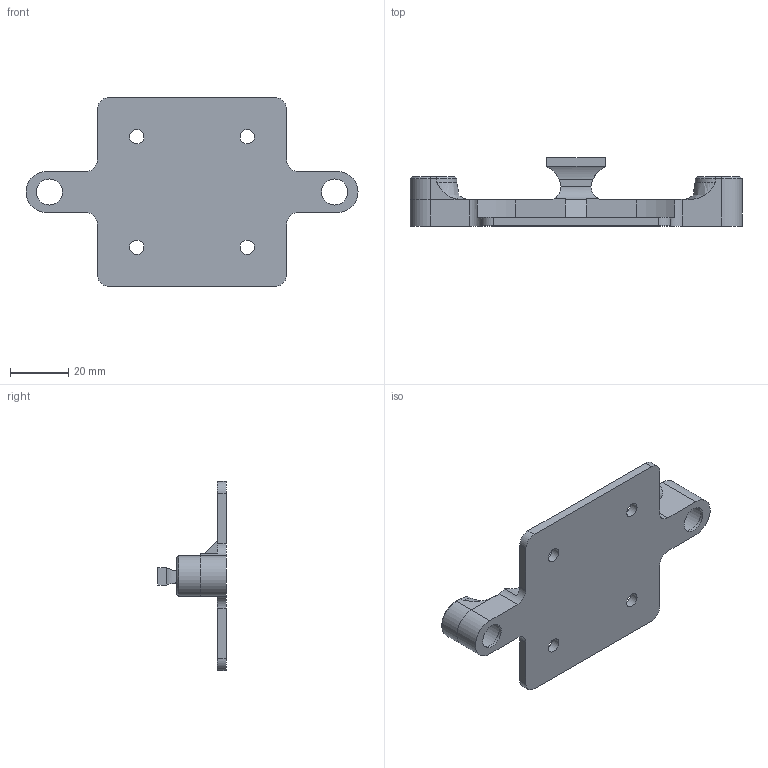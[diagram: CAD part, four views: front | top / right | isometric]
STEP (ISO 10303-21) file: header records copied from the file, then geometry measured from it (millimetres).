
FILE_DESCRIPTION(/* description */ (''),/* implementation_level */ '2;1');
FILE_NAME(/* name */ 'Piston.step',/* time_stamp */ '2024-06-01T14:06:18+10:00',/* author */ (''),/* organization */ (''),/* preprocessor_version */ 'ST-DEVELOPER v20',/* originating_system */ 'Autodesk Translation Framework v12.14.0.127',/* authorisation */ '');
FILE_SCHEMA (('AUTOMOTIVE_DESIGN { 1 0 10303 214 3 1 1 }'));
Length unit declared in the file: millimetre
Products named in the file (1): 4x4 Actuation Plate
Bounding box: 114.1 x 23.5 x 65 mm (x, y, z)
Volume: 23314.4 mm3; surface area: 14590.9 mm2
Topology: 1 solids, 1 shells, 74 faces, 194 edges, 124 vertices
Faces by surface type: plane 37, cylinder 31, cone 4, bspline 2
Full cylindrical faces by diameter (mm): 5 x4, 9 x2, 12.1 x2
Entity records: 2578 total; most frequent: CARTESIAN_POINT 669, DIRECTION 393, ORIENTED_EDGE 388, EDGE_CURVE 194, AXIS2_PLACEMENT_3D 138, VERTEX_POINT 124, LINE 117, VECTOR 117
